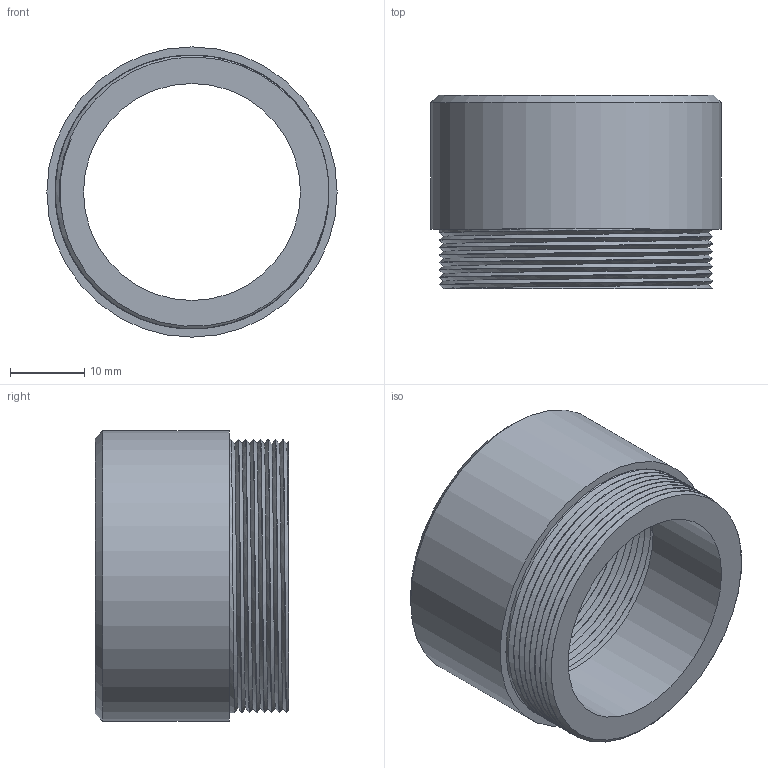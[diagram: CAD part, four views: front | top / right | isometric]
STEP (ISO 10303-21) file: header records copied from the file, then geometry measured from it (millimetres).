
FILE_DESCRIPTION (( 'STEP AP214' ), '1' );
FILE_NAME ('ZP-MC-A-29100.STEP', '2011-11-02T19:47:33', ( '.ADC' ), ( 'ADC' ), 'SwSTEP 2.0', 'SolidWorks 2011', '' );
FILE_SCHEMA (( 'AUTOMOTIVE_DESIGN' ));
Length unit declared in the file: millimetre
Products named in the file (1): ZP-MC-A-29100
Bounding box: 39 x 26 x 39 mm (x, y, z)
Volume: 11250.7 mm3; surface area: 7851.1 mm2
Topology: 1 solids, 1 shells, 17 faces, 37 edges, 24 vertices
Faces by surface type: plane 6, cylinder 5, bspline 5, cone 1
Full cylindrical faces by diameter (mm): 29.15 x1, 39 x1
Entity records: 2981 total; most frequent: CARTESIAN_POINT 2626, ORIENTED_EDGE 68, DIRECTION 55, EDGE_CURVE 34, VERTEX_POINT 24, EDGE_LOOP 24, AXIS2_PLACEMENT_3D 22, FACE_OUTER_BOUND 19
